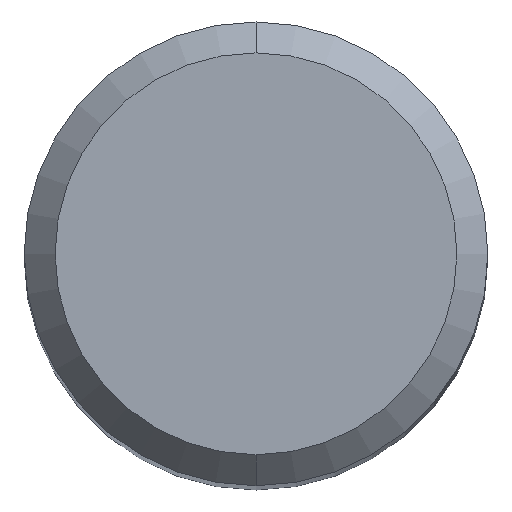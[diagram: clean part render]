
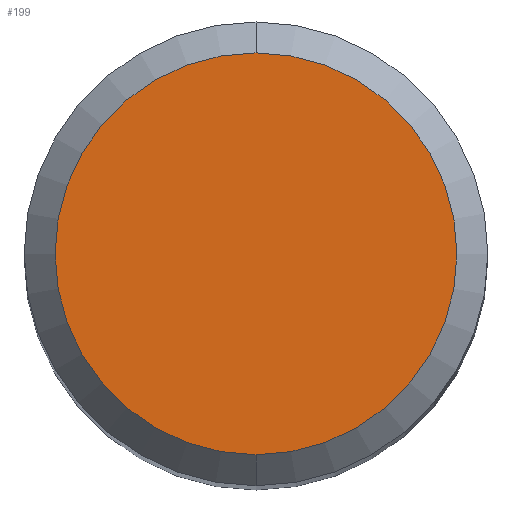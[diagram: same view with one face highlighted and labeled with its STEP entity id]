
A CAD part, top view. The second image highlights one B-rep face of the part: STEP entity #199.
In plain terms, the highlighted planar face has unit normal (0, 0, 1).
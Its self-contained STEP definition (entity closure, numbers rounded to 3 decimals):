
#159=VERTEX_POINT('',#320);
#161=EDGE_CURVE('',#183,#159,#322,.T.);
#183=VERTEX_POINT('',#347);
#199=ADVANCED_FACE('',(#363),#364,.T.);
#223=EDGE_CURVE('',#159,#183,#390,.T.);
#320=CARTESIAN_POINT('',(0.0,2.6,0.));
#322=CIRCLE('',#504,2.6);
#347=CARTESIAN_POINT('',(0.,-2.6,0.));
#363=FACE_OUTER_BOUND('',#555,.T.);
#364=PLANE('',#556);
#390=CIRCLE('',#590,2.6);
#504=AXIS2_PLACEMENT_3D('',#706,#707,#708);
#555=EDGE_LOOP('',(#752,#753));
#556=AXIS2_PLACEMENT_3D('',#754,#755,#756);
#590=AXIS2_PLACEMENT_3D('',#782,#783,#784);
#706=CARTESIAN_POINT('',(0.0,0.0,0.));
#707=DIRECTION('',(0.0,0.0,-1.0));
#708=DIRECTION('',(0.0,1.0,0.0));
#752=ORIENTED_EDGE('',*,*,#223,.F.);
#753=ORIENTED_EDGE('',*,*,#161,.F.);
#754=CARTESIAN_POINT('',(0.0,1.3,0.));
#755=DIRECTION('',(-0.0,0.0,1.0));
#756=DIRECTION('',(0.0,-1.0,0.0));
#782=CARTESIAN_POINT('',(0.0,0.0,0.));
#783=DIRECTION('',(0.0,0.0,-1.0));
#784=DIRECTION('',(0.0,1.0,0.0));
